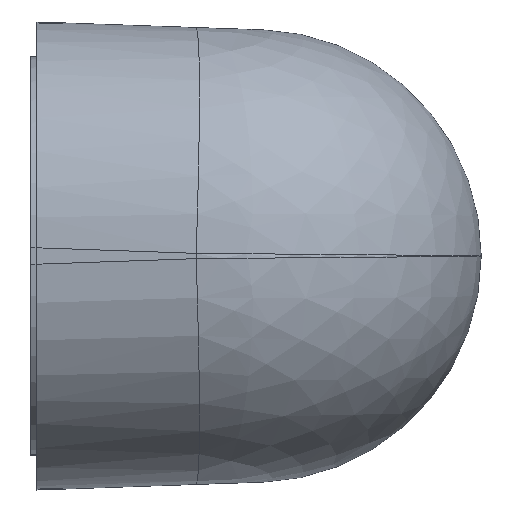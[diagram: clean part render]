
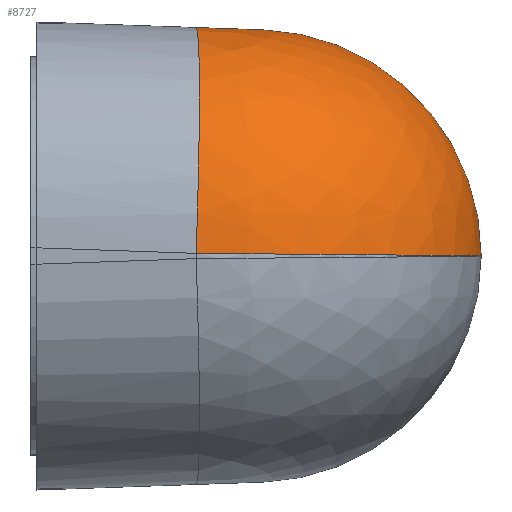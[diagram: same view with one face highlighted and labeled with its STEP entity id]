
A CAD part, left-side view. The second image highlights one B-rep face of the part: STEP entity #8727.
In plain terms, the highlighted free-form (B-spline) face has degree [3, 3] with [7, 11] control points.
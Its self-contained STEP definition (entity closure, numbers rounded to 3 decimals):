
#351=CARTESIAN_POINT('',(-11.349,-1.123,29.319));
#352=CARTESIAN_POINT('',(-11.929,-1.123,29.319));
#353=CARTESIAN_POINT('',(-13.069,-1.011,29.323));
#354=CARTESIAN_POINT('',(-14.744,-0.518,
29.34));
#355=CARTESIAN_POINT('',(-16.28,0.285,29.368));
#356=CARTESIAN_POINT('',(-17.641,1.364,29.406));
#357=CARTESIAN_POINT('',(-18.766,2.686,29.452));
#358=CARTESIAN_POINT('',(-19.622,4.194,29.505));
#359=CARTESIAN_POINT('',(-20.173,5.853,29.563));
#360=CARTESIAN_POINT('',(-20.323,6.984,29.602));
#361=CARTESIAN_POINT('',(-20.343,7.564,29.623));
#897=CARTESIAN_POINT('',(-20.343,8.586,0.343));
#898=DIRECTION('',(-0.035,0.999,0.035));
#899=DIRECTION('',(-0.999,-0.035,0.));
#900=AXIS2_PLACEMENT_3D('',#897,#898,#899);
#905=CARTESIAN_POINT('',(-11.348,-0.1,
0.039));
#906=DIRECTION('',(1.,0.,0.));
#907=DIRECTION('',(0.,-0.035,0.999));
#908=AXIS2_PLACEMENT_3D('',#905,#906,#907);
#931=CARTESIAN_POINT('',(-49.623,7.563,0.343));
#932=CARTESIAN_POINT('',(-49.452,2.665,0.303));
#933=CARTESIAN_POINT('',(-47.205,-7.064,
0.223));
#934=CARTESIAN_POINT('',(-38.614,-19.334,
0.122));
#935=CARTESIAN_POINT('',(-26.051,-27.492,
0.055));
#936=CARTESIAN_POINT('',(-16.25,-29.398,
0.04));
#937=CARTESIAN_POINT('',(-11.348,-29.398,
0.04));
#6953=CARTESIAN_POINT('',(-11.349,-1.123,
29.319));
#6954=VERTEX_POINT('',#6953);
#6955=VERTEX_POINT('',#361);
#7044=CARTESIAN_POINT('',(-49.623,7.563,
0.343));
#7045=VERTEX_POINT('',#7044);
#7046=VERTEX_POINT('',#937);
#8641=CARTESIAN_POINT('',(-49.637,8.232,
-0.061));
#8642=CARTESIAN_POINT('',(-49.662,8.167,1.789));
#8643=CARTESIAN_POINT('',(-49.371,8.042,5.506));
#8644=CARTESIAN_POINT('',(-47.773,7.873,11.155));
#8645=CARTESIAN_POINT('',(-45.044,7.737,16.46));
#8646=CARTESIAN_POINT('',(-41.203,7.64,21.195));
#8647=CARTESIAN_POINT('',(-36.466,7.59,25.034));
#8648=CARTESIAN_POINT('',(-31.159,7.59,27.762));
#8649=CARTESIAN_POINT('',(-25.506,7.635,29.36));
#8650=CARTESIAN_POINT('',(-21.786,7.691,29.65));
#8651=CARTESIAN_POINT('',(-19.934,7.725,29.625));
#8652=CARTESIAN_POINT('',(-49.549,3.113,
-0.102));
#8653=CARTESIAN_POINT('',(-49.565,3.045,1.744));
#8654=CARTESIAN_POINT('',(-49.259,2.96,5.451));
#8655=CARTESIAN_POINT('',(-47.647,3.005,11.085));
#8656=CARTESIAN_POINT('',(-44.915,3.234,16.376));
#8657=CARTESIAN_POINT('',(-41.083,3.651,21.104));
#8658=CARTESIAN_POINT('',(-36.365,4.235,24.942));
#8659=CARTESIAN_POINT('',(-31.084,4.943,27.68));
#8660=CARTESIAN_POINT('',(-25.46,5.743,29.295));
#8661=CARTESIAN_POINT('',(-21.758,6.296,29.602));
#8662=CARTESIAN_POINT('',(-19.915,6.577,29.585));
#8663=CARTESIAN_POINT('',(-47.336,-6.869,
-0.182));
#8664=CARTESIAN_POINT('',(-47.334,-6.935,
1.655));
#8665=CARTESIAN_POINT('',(-47.014,-6.93,
5.345));
#8666=CARTESIAN_POINT('',(-45.461,-6.452,
10.949));
#8667=CARTESIAN_POINT('',(-42.869,-5.503,
16.215));
#8668=CARTESIAN_POINT('',(-39.26,-4.084,
20.926));
#8669=CARTESIAN_POINT('',(-34.832,-2.273,
24.764));
#8670=CARTESIAN_POINT('',(-29.884,-0.194,
27.52));
#8671=CARTESIAN_POINT('',(-24.616,2.065,29.169));
#8672=CARTESIAN_POINT('',(-21.148,3.578,29.507));
#8673=CARTESIAN_POINT('',(-19.419,4.338,29.507));
#8674=CARTESIAN_POINT('',(-38.62,-19.326,
-0.282));
#8675=CARTESIAN_POINT('',(-38.603,-19.375,
1.545));
#8676=CARTESIAN_POINT('',(-38.332,-19.229,
5.213));
#8677=CARTESIAN_POINT('',(-37.124,-18.179,
10.781));
#8678=CARTESIAN_POINT('',(-35.144,-16.315,
16.015));
#8679=CARTESIAN_POINT('',(-32.41,-13.648,
20.707));
#8680=CARTESIAN_POINT('',(-29.069,-10.319,
24.545));
#8681=CARTESIAN_POINT('',(-25.344,-6.553,
27.321));
#8682=CARTESIAN_POINT('',(-21.379,-2.501,
29.012));
#8683=CARTESIAN_POINT('',(-18.768,0.194,
29.388));
#8684=CARTESIAN_POINT('',(-17.466,1.543,29.41));
#8685=CARTESIAN_POINT('',(-25.87,-27.609,
-0.349));
#8686=CARTESIAN_POINT('',(-25.855,-27.639,
1.472));
#8687=CARTESIAN_POINT('',(-25.701,-27.385,
5.125));
#8688=CARTESIAN_POINT('',(-25.047,-25.941,
10.67));
#8689=CARTESIAN_POINT('',(-23.987,-23.461,
15.883));
#8690=CARTESIAN_POINT('',(-22.531,-19.964,
20.562));
#8691=CARTESIAN_POINT('',(-20.758,-15.633,
24.4));
#8692=CARTESIAN_POINT('',(-18.782,-10.757,
27.19));
#8693=CARTESIAN_POINT('',(-16.681,-5.525,
28.909));
#8694=CARTESIAN_POINT('',(-15.296,-2.053,
29.309));
#8695=CARTESIAN_POINT('',(-14.606,-0.316,
29.345));
#8696=CARTESIAN_POINT('',(-15.815,-29.478,
-0.364));
#8697=CARTESIAN_POINT('',(-15.81,-29.503,
1.456));
#8698=CARTESIAN_POINT('',(-15.763,-29.223,
5.105));
#8699=CARTESIAN_POINT('',(-15.562,-27.687,
10.645));
#8700=CARTESIAN_POINT('',(-15.236,-25.068,
15.853));
#8701=CARTESIAN_POINT('',(-14.788,-21.383,
20.53));
#8702=CARTESIAN_POINT('',(-14.243,-16.827,
24.367));
#8703=CARTESIAN_POINT('',(-13.635,-11.702,
27.161));
#8704=CARTESIAN_POINT('',(-12.989,-6.206,
28.885));
#8705=CARTESIAN_POINT('',(-12.563,-2.56,
29.292));
#8706=CARTESIAN_POINT('',(-12.35,-0.735,
29.33));
#8707=CARTESIAN_POINT('',(-10.694,-29.389,
-0.363));
#8708=CARTESIAN_POINT('',(-10.695,-29.414,
1.457));
#8709=CARTESIAN_POINT('',(-10.702,-29.136,
5.106));
#8710=CARTESIAN_POINT('',(-10.731,-27.604,
10.646));
#8711=CARTESIAN_POINT('',(-10.779,-24.992,
15.855));
#8712=CARTESIAN_POINT('',(-10.845,-21.316,
20.531));
#8713=CARTESIAN_POINT('',(-10.924,-16.771,
24.369));
#8714=CARTESIAN_POINT('',(-11.013,-11.657,
27.162));
#8715=CARTESIAN_POINT('',(-11.108,-6.174,
28.887));
#8716=CARTESIAN_POINT('',(-11.17,-2.536,
29.293));
#8717=CARTESIAN_POINT('',(-11.202,-0.716,
29.331));
#8718=B_SPLINE_SURFACE_WITH_KNOTS('',3,3,((#8641,#8642,#8643,#8644,#8645,#8646,
#8647,#8648,#8649,#8650,#8651),(#8652,#8653,#8654,#8655,#8656,#8657,#8658,#8659,
#8660,#8661,#8662),(#8663,#8664,#8665,#8666,#8667,#8668,#8669,#8670,#8671,#8672,
#8673),(#8674,#8675,#8676,#8677,#8678,#8679,#8680,#8681,#8682,#8683,#8684),(
#8685,#8686,#8687,#8688,#8689,#8690,#8691,#8692,#8693,#8694,#8695),(#8696,#8697,
#8698,#8699,#8700,#8701,#8702,#8703,#8704,#8705,#8706),(#8707,#8708,#8709,#8710,
#8711,#8712,#8713,#8714,#8715,#8716,#8717)),.UNSPECIFIED.,.F.,.F.,.F.,(4,1,1,1,
4),(4,1,1,1,1,1,1,1,4),(1.589,1.99,2.374,
2.758,3.159),(-0.01,0.125,0.25,0.375,
0.5,0.625,0.75,0.875,1.01),.UNSPECIFIED.);
#8720=ORIENTED_EDGE('',*,*,#8719,.F.);
#8721=ORIENTED_EDGE('',*,*,#8628,.T.);
#8722=ORIENTED_EDGE('',*,*,#8167,.F.);
#8724=ORIENTED_EDGE('',*,*,#8723,.T.);
#8725=EDGE_LOOP('',(#8720,#8721,#8722,#8724));
#8726=FACE_OUTER_BOUND('',#8725,.F.);
#8727=ADVANCED_FACE('',(#8726),#8718,.T.);
#362=B_SPLINE_CURVE_WITH_KNOTS('',3,(#351,#352,#353,#354,#355,#356,#357,#358,
#359,#360,#361),.UNSPECIFIED.,.F.,.F.,(4,1,1,1,1,1,1,1,4),(0.,0.125,0.25,
0.375,0.5,0.625,0.75,0.875,1.),.UNSPECIFIED.);
#901=CIRCLE('',#900,29.298);
#909=CIRCLE('',#908,29.298);
#938=B_SPLINE_CURVE_WITH_KNOTS('',3,(#931,#932,#933,#934,#935,#936,#937),
.UNSPECIFIED.,.F.,.F.,(4,1,1,1,4),(0.,0.25,0.5,
0.75,1.),.UNSPECIFIED.);
#8167=EDGE_CURVE('',#6954,#6955,#362,.T.);
#8628=EDGE_CURVE('',#7045,#6955,#901,.T.);
#8719=EDGE_CURVE('',#7045,#7046,#938,.T.);
#8723=EDGE_CURVE('',#6954,#7046,#909,.T.);
